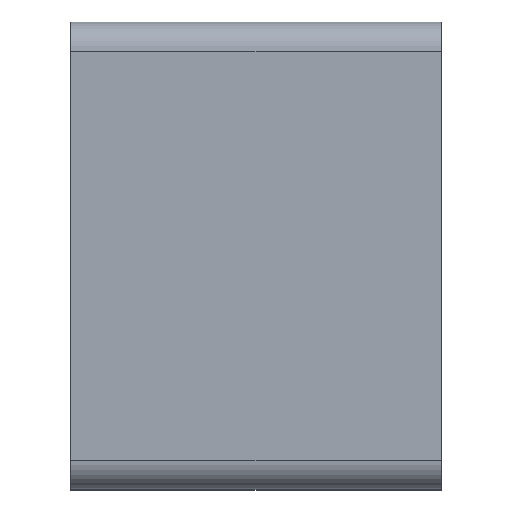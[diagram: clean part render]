
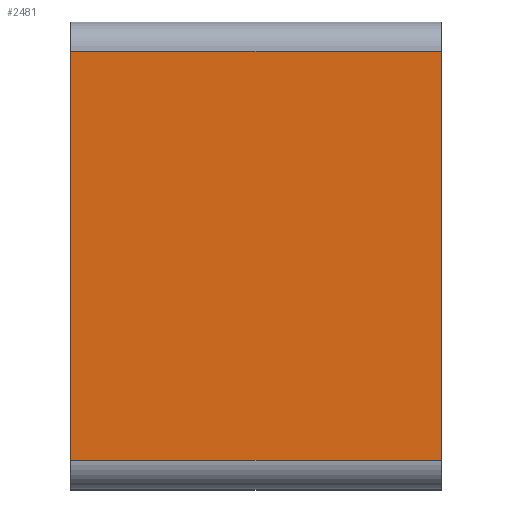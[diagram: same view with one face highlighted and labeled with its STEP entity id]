
A CAD part, top view. The second image highlights one B-rep face of the part: STEP entity #2481.
In plain terms, the highlighted planar face has unit normal (0, 0, 1).
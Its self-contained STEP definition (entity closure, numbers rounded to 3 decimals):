
#413 = PLANE('',#414);
#414 = AXIS2_PLACEMENT_3D('',#415,#416,#417);
#415 = CARTESIAN_POINT('',(0.,94.,0.));
#416 = DIRECTION('',(1.,0.,0.));
#417 = DIRECTION('',(0.,0.,1.));
#441 = CYLINDRICAL_SURFACE('',#442,3.);
#442 = AXIS2_PLACEMENT_3D('',#443,#444,#445);
#443 = CARTESIAN_POINT('',(0.,97.,39.));
#444 = DIRECTION('',(1.,0.,0.));
#445 = DIRECTION('',(0.,-1.,0.));
#469 = PLANE('',#470);
#470 = AXIS2_PLACEMENT_3D('',#471,#472,#473);
#471 = CARTESIAN_POINT('',(38.,94.,0.));
#472 = DIRECTION('',(1.,0.,0.));
#473 = DIRECTION('',(0.,0.,1.));
#1287 = CYLINDRICAL_SURFACE('',#1288,3.);
#1288 = AXIS2_PLACEMENT_3D('',#1289,#1290,#1291);
#1289 = CARTESIAN_POINT('',(0.,139.,39.));
#1290 = DIRECTION('',(1.,0.,0.));
#1291 = DIRECTION('',(0.,1.,0.));
#1479 = VERTEX_POINT('',#1480);
#1480 = CARTESIAN_POINT('',(38.,139.,42.));
#1502 = EDGE_CURVE('',#1503,#1479,#1505,.T.);
#1503 = VERTEX_POINT('',#1504);
#1504 = CARTESIAN_POINT('',(38.,97.,42.));
#1505 = SURFACE_CURVE('',#1506,(#1510,#1517),.PCURVE_S1.);
#1506 = LINE('',#1507,#1508);
#1507 = CARTESIAN_POINT('',(38.,94.,42.));
#1508 = VECTOR('',#1509,1.);
#1509 = DIRECTION('',(0.,1.,0.));
#1510 = PCURVE('',#469,#1511);
#1511 = DEFINITIONAL_REPRESENTATION('',(#1512),#1516);
#1512 = LINE('',#1513,#1514);
#1513 = CARTESIAN_POINT('',(42.,0.));
#1514 = VECTOR('',#1515,1.);
#1515 = DIRECTION('',(0.,-1.));
#1516 = ( GEOMETRIC_REPRESENTATION_CONTEXT(2) 
PARAMETRIC_REPRESENTATION_CONTEXT() REPRESENTATION_CONTEXT('2D SPACE',''
  ) );
#1517 = PCURVE('',#1518,#1523);
#1518 = PLANE('',#1519);
#1519 = AXIS2_PLACEMENT_3D('',#1520,#1521,#1522);
#1520 = CARTESIAN_POINT('',(0.,94.,42.));
#1521 = DIRECTION('',(0.,0.,1.));
#1522 = DIRECTION('',(1.,0.,0.));
#1523 = DEFINITIONAL_REPRESENTATION('',(#1524),#1528);
#1524 = LINE('',#1525,#1526);
#1525 = CARTESIAN_POINT('',(38.,0.));
#1526 = VECTOR('',#1527,1.);
#1527 = DIRECTION('',(0.,1.));
#1528 = ( GEOMETRIC_REPRESENTATION_CONTEXT(2) 
PARAMETRIC_REPRESENTATION_CONTEXT() REPRESENTATION_CONTEXT('2D SPACE',''
  ) );
#1806 = VERTEX_POINT('',#1807);
#1807 = CARTESIAN_POINT('',(0.,97.,42.));
#1833 = EDGE_CURVE('',#1806,#1503,#1834,.T.);
#1834 = SURFACE_CURVE('',#1835,(#1839,#1846),.PCURVE_S1.);
#1835 = LINE('',#1836,#1837);
#1836 = CARTESIAN_POINT('',(0.,97.,42.));
#1837 = VECTOR('',#1838,1.);
#1838 = DIRECTION('',(1.,0.,0.));
#1839 = PCURVE('',#441,#1840);
#1840 = DEFINITIONAL_REPRESENTATION('',(#1841),#1845);
#1841 = LINE('',#1842,#1843);
#1842 = CARTESIAN_POINT('',(-1.571,0.));
#1843 = VECTOR('',#1844,1.);
#1844 = DIRECTION('',(-0.,1.));
#1845 = ( GEOMETRIC_REPRESENTATION_CONTEXT(2) 
PARAMETRIC_REPRESENTATION_CONTEXT() REPRESENTATION_CONTEXT('2D SPACE',''
  ) );
#1846 = PCURVE('',#1518,#1847);
#1847 = DEFINITIONAL_REPRESENTATION('',(#1848),#1852);
#1848 = LINE('',#1849,#1850);
#1849 = CARTESIAN_POINT('',(0.,3.));
#1850 = VECTOR('',#1851,1.);
#1851 = DIRECTION('',(1.,0.));
#1852 = ( GEOMETRIC_REPRESENTATION_CONTEXT(2) 
PARAMETRIC_REPRESENTATION_CONTEXT() REPRESENTATION_CONTEXT('2D SPACE',''
  ) );
#1907 = VERTEX_POINT('',#1908);
#1908 = CARTESIAN_POINT('',(0.,139.,42.));
#1930 = EDGE_CURVE('',#1806,#1907,#1931,.T.);
#1931 = SURFACE_CURVE('',#1932,(#1936,#1943),.PCURVE_S1.);
#1932 = LINE('',#1933,#1934);
#1933 = CARTESIAN_POINT('',(0.,94.,42.));
#1934 = VECTOR('',#1935,1.);
#1935 = DIRECTION('',(0.,1.,0.));
#1936 = PCURVE('',#413,#1937);
#1937 = DEFINITIONAL_REPRESENTATION('',(#1938),#1942);
#1938 = LINE('',#1939,#1940);
#1939 = CARTESIAN_POINT('',(42.,0.));
#1940 = VECTOR('',#1941,1.);
#1941 = DIRECTION('',(0.,-1.));
#1942 = ( GEOMETRIC_REPRESENTATION_CONTEXT(2) 
PARAMETRIC_REPRESENTATION_CONTEXT() REPRESENTATION_CONTEXT('2D SPACE',''
  ) );
#1943 = PCURVE('',#1518,#1944);
#1944 = DEFINITIONAL_REPRESENTATION('',(#1945),#1949);
#1945 = LINE('',#1946,#1947);
#1946 = CARTESIAN_POINT('',(0.,0.));
#1947 = VECTOR('',#1948,1.);
#1948 = DIRECTION('',(0.,1.));
#1949 = ( GEOMETRIC_REPRESENTATION_CONTEXT(2) 
PARAMETRIC_REPRESENTATION_CONTEXT() REPRESENTATION_CONTEXT('2D SPACE',''
  ) );
#2459 = EDGE_CURVE('',#1907,#1479,#2460,.T.);
#2460 = SURFACE_CURVE('',#2461,(#2465,#2472),.PCURVE_S1.);
#2461 = LINE('',#2462,#2463);
#2462 = CARTESIAN_POINT('',(0.,139.,42.));
#2463 = VECTOR('',#2464,1.);
#2464 = DIRECTION('',(1.,0.,0.));
#2465 = PCURVE('',#1287,#2466);
#2466 = DEFINITIONAL_REPRESENTATION('',(#2467),#2471);
#2467 = LINE('',#2468,#2469);
#2468 = CARTESIAN_POINT('',(1.571,0.));
#2469 = VECTOR('',#2470,1.);
#2470 = DIRECTION('',(0.,1.));
#2471 = ( GEOMETRIC_REPRESENTATION_CONTEXT(2) 
PARAMETRIC_REPRESENTATION_CONTEXT() REPRESENTATION_CONTEXT('2D SPACE',''
  ) );
#2472 = PCURVE('',#1518,#2473);
#2473 = DEFINITIONAL_REPRESENTATION('',(#2474),#2478);
#2474 = LINE('',#2475,#2476);
#2475 = CARTESIAN_POINT('',(0.,45.));
#2476 = VECTOR('',#2477,1.);
#2477 = DIRECTION('',(1.,0.));
#2478 = ( GEOMETRIC_REPRESENTATION_CONTEXT(2) 
PARAMETRIC_REPRESENTATION_CONTEXT() REPRESENTATION_CONTEXT('2D SPACE',''
  ) );
#2481 = ADVANCED_FACE('',(#2482),#1518,.T.);
#2482 = FACE_BOUND('',#2483,.T.);
#2483 = EDGE_LOOP('',(#2484,#2485,#2486,#2487));
#2484 = ORIENTED_EDGE('',*,*,#1930,.F.);
#2485 = ORIENTED_EDGE('',*,*,#1833,.T.);
#2486 = ORIENTED_EDGE('',*,*,#1502,.T.);
#2487 = ORIENTED_EDGE('',*,*,#2459,.F.);
